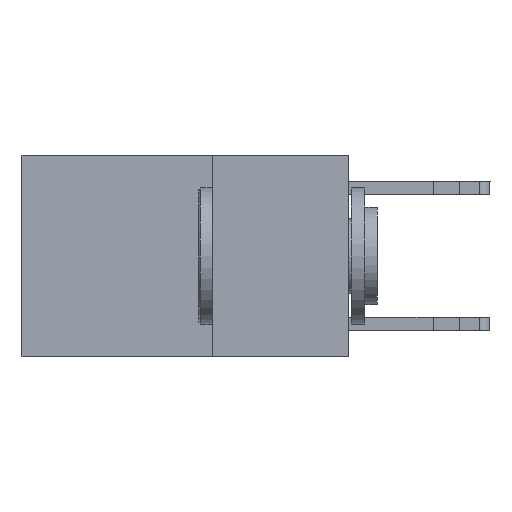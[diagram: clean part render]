
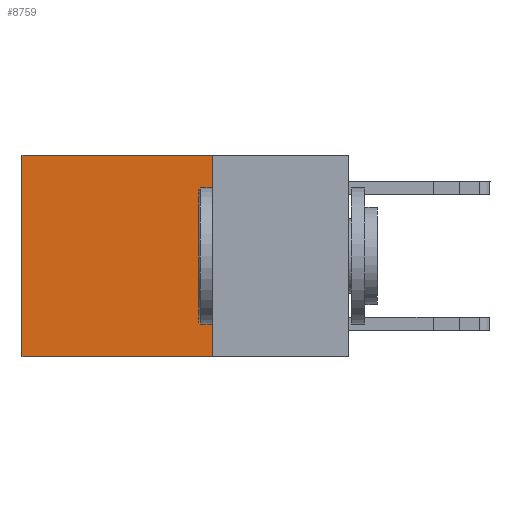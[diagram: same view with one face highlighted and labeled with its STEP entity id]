
A CAD part, left-side view. The second image highlights one B-rep face of the part: STEP entity #8759.
In plain terms, the highlighted planar face has unit normal (-1, 0, 0).
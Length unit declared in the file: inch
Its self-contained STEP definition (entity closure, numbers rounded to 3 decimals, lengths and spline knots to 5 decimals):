
#181 = LINE ( 'NONE', #12286, #4181 ) ;
#567 = VERTEX_POINT ( 'NONE', #2624 ) ;
#1672 = VERTEX_POINT ( 'NONE', #15812 ) ;
#2130 = ORIENTED_EDGE ( 'NONE', *, *, #5154, .F. ) ;
#2147 = CARTESIAN_POINT ( 'NONE',  ( 0.2625, 0.6, -0.37 ) ) ;
#2624 = CARTESIAN_POINT ( 'NONE',  ( 0.2625, 0.25, -0.37 ) ) ;
#3045 = DIRECTION ( 'NONE',  ( 0., 0., -1. ) ) ;
#4087 = CARTESIAN_POINT ( 'NONE',  ( 0.2625, 0.25, 0. ) ) ;
#4181 = VECTOR ( 'NONE', #16280, 39.37008 ) ;
#5154 = EDGE_CURVE ( 'NONE', #6457, #567, #12808, .T. ) ;
#5295 = ORIENTED_EDGE ( 'NONE', *, *, #14912, .T. ) ;
#5792 = DIRECTION ( 'NONE',  ( 1., 0., 0. ) ) ;
#6166 = FACE_OUTER_BOUND ( 'NONE', #11254, .T. ) ;
#6457 = VERTEX_POINT ( 'NONE', #16479 ) ;
#7841 = VECTOR ( 'NONE', #10217, 39.37008 ) ;
#8759 = ADVANCED_FACE ( 'NONE', ( #6166 ), #23355, .F. ) ;
#9951 = CARTESIAN_POINT ( 'NONE',  ( 0.2625, 0.25, 0. ) ) ;
#10217 = DIRECTION ( 'NONE',  ( 0., 1., 0. ) ) ;
#10943 = DIRECTION ( 'NONE',  ( 0., 1., 0. ) ) ;
#11254 = EDGE_LOOP ( 'NONE', ( #20482, #24022, #2130, #5295 ) ) ;
#12286 = CARTESIAN_POINT ( 'NONE',  ( 0.2625, 0.6, 0. ) ) ;
#12808 = LINE ( 'NONE', #20634, #21477 ) ;
#13754 = AXIS2_PLACEMENT_3D ( 'NONE', #4087, #5792, #21419 ) ;
#14668 = CARTESIAN_POINT ( 'NONE',  ( 0.2625, 0.25, -0.37 ) ) ;
#14904 = LINE ( 'NONE', #14668, #20601 ) ;
#14912 = EDGE_CURVE ( 'NONE', #6457, #1672, #17536, .T. ) ;
#15812 = CARTESIAN_POINT ( 'NONE',  ( 0.2625, 0.6, 0. ) ) ;
#16280 = DIRECTION ( 'NONE',  ( 0., 0., -1. ) ) ;
#16479 = CARTESIAN_POINT ( 'NONE',  ( 0.2625, 0.25, 0. ) ) ;
#17502 = VERTEX_POINT ( 'NONE', #2147 ) ;
#17536 = LINE ( 'NONE', #9951, #7841 ) ;
#18012 = EDGE_CURVE ( 'NONE', #1672, #17502, #181, .T. ) ;
#20482 = ORIENTED_EDGE ( 'NONE', *, *, #18012, .T. ) ;
#20601 = VECTOR ( 'NONE', #10943, 39.37008 ) ;
#20634 = CARTESIAN_POINT ( 'NONE',  ( 0.2625, 0.25, 0. ) ) ;
#21419 = DIRECTION ( 'NONE',  ( 0., 0., -1. ) ) ;
#21477 = VECTOR ( 'NONE', #3045, 39.37008 ) ;
#23355 = PLANE ( 'NONE',  #13754 ) ;
#24022 = ORIENTED_EDGE ( 'NONE', *, *, #24390, .F. ) ;
#24390 = EDGE_CURVE ( 'NONE', #567, #17502, #14904, .T. ) ;
